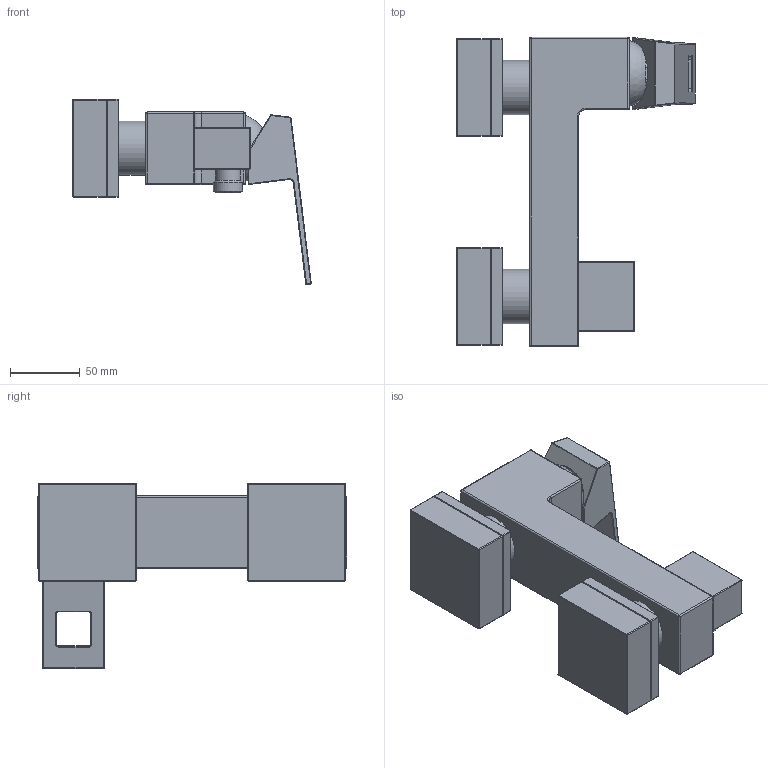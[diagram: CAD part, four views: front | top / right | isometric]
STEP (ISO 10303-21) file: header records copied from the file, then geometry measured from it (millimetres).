
FILE_DESCRIPTION(/* description */ ('Unknown'),/* implementation_level */ '2;1');
FILE_NAME(/* name */ '23145000',/* time_stamp */ '2022-09-08T17:11:53+02:00',/* author */ ('Unknown'),/* organization */ ('GROHE AG'),/* preprocessor_version */ 'ST-DEVELOPER v16.7',/* originating_system */ 'DEX',/* authorisation */ $);
FILE_SCHEMA (('AUTOMOTIVE_DESIGN {1 0 10303 214 3 1 1}'));
Length unit declared in the file: millimetre
Products named in the file (3): 23145000; id11; 1
Assembly tree (2 placements, depth 2):
  23145000
    id11
    1
Bounding box: 171.05 x 222 x 132.75 mm (x, y, z)
Surface area: 123118.9 mm2 (no closed solid volume)
Topology: 0 solids, 15 shells, 245 faces, 647 edges, 386 vertices
Faces by surface type: cylinder 115, plane 84, sphere 23, bspline 15, cone 7, torus 1
Full cylindrical faces by diameter (mm): 6.5 x1, 18 x1, 20.96 x1, 21 x2, 39 x2, 40 x2, 48.4 x1
Entity records: 8988 total; most frequent: CARTESIAN_POINT 1785, DIRECTION 1328, ORIENTED_EDGE 1044, EDGE_CURVE 617, AXIS2_PLACEMENT_3D 520, VERTEX_POINT 382, LINE 288, VECTOR 288
